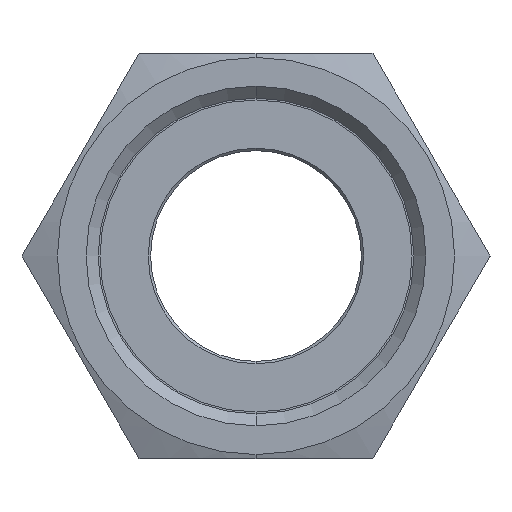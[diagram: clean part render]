
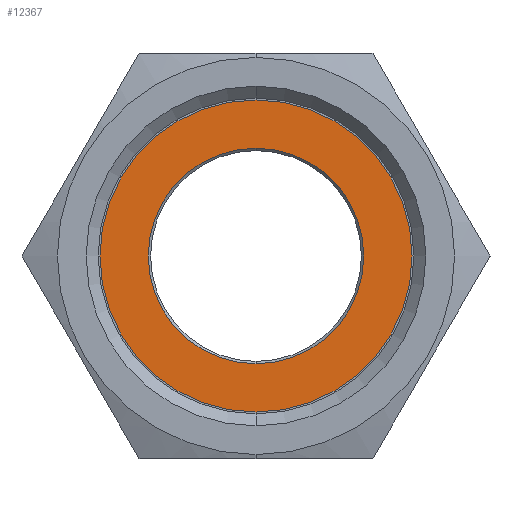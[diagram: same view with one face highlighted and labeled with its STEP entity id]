
A CAD part, left-side view. The second image highlights one B-rep face of the part: STEP entity #12367.
In plain terms, the highlighted planar face has unit normal (-1, 0, 0).
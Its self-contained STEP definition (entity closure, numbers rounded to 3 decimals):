
#622 = DIRECTION ( 'NONE',  ( 1., 0., 0. ) ) ;
#806 = VERTEX_POINT ( 'NONE', #10814 ) ;
#847 = AXIS2_PLACEMENT_3D ( 'NONE', #4005, #12427, #13424 ) ;
#1562 = ORIENTED_EDGE ( 'NONE', *, *, #5816, .F. ) ;
#1962 = CARTESIAN_POINT ( 'NONE',  ( -52., 0., 19.25 ) ) ;
#2102 = AXIS2_PLACEMENT_3D ( 'NONE', #4218, #9126, #15231 ) ;
#2947 = AXIS2_PLACEMENT_3D ( 'NONE', #14276, #3380, #5747 ) ;
#2965 = FACE_BOUND ( 'NONE', #11080, .T. ) ;
#3084 = VERTEX_POINT ( 'NONE', #1962 ) ;
#3380 = DIRECTION ( 'NONE',  ( -1., 0., 0. ) ) ;
#4005 = CARTESIAN_POINT ( 'NONE',  ( -52., 0., 0. ) ) ;
#4218 = CARTESIAN_POINT ( 'NONE',  ( -52., 0., 0. ) ) ;
#4345 = EDGE_CURVE ( 'NONE', #3084, #11103, #8424, .T. ) ;
#4696 = ORIENTED_EDGE ( 'NONE', *, *, #4345, .F. ) ;
#5443 = CARTESIAN_POINT ( 'NONE',  ( -52., 0., -19.25 ) ) ;
#5747 = DIRECTION ( 'NONE',  ( 0., 0., 1. ) ) ;
#5815 = CIRCLE ( 'NONE', #847, 13.3 ) ;
#5816 = EDGE_CURVE ( 'NONE', #11103, #3084, #11897, .T. ) ;
#6057 = EDGE_LOOP ( 'NONE', ( #1562, #4696 ) ) ;
#6064 = EDGE_CURVE ( 'NONE', #806, #9791, #6641, .T. ) ;
#6192 = DIRECTION ( 'NONE',  ( 1., 0., 0. ) ) ;
#6641 = CIRCLE ( 'NONE', #14412, 13.3 ) ;
#6677 = DIRECTION ( 'NONE',  ( 0., 0., -1. ) ) ;
#7260 = CARTESIAN_POINT ( 'NONE',  ( -52., 0., 0. ) ) ;
#8014 = CARTESIAN_POINT ( 'NONE',  ( -52., 0., 0. ) ) ;
#8424 = CIRCLE ( 'NONE', #11098, 19.25 ) ;
#9126 = DIRECTION ( 'NONE',  ( 1., 0., 0. ) ) ;
#9791 = VERTEX_POINT ( 'NONE', #14982 ) ;
#9798 = ORIENTED_EDGE ( 'NONE', *, *, #6064, .T. ) ;
#10770 = PLANE ( 'NONE',  #2947 ) ;
#10814 = CARTESIAN_POINT ( 'NONE',  ( -52., 0., 13.3 ) ) ;
#11080 = EDGE_LOOP ( 'NONE', ( #9798, #11325 ) ) ;
#11098 = AXIS2_PLACEMENT_3D ( 'NONE', #8014, #622, #6677 ) ;
#11103 = VERTEX_POINT ( 'NONE', #5443 ) ;
#11325 = ORIENTED_EDGE ( 'NONE', *, *, #11858, .T. ) ;
#11858 = EDGE_CURVE ( 'NONE', #9791, #806, #5815, .T. ) ;
#11897 = CIRCLE ( 'NONE', #2102, 19.25 ) ;
#12367 = ADVANCED_FACE ( 'NONE', ( #2965, #14256 ), #10770, .T. ) ;
#12427 = DIRECTION ( 'NONE',  ( 1., 0., 0. ) ) ;
#13424 = DIRECTION ( 'NONE',  ( 0., 0., 1. ) ) ;
#14256 = FACE_OUTER_BOUND ( 'NONE', #6057, .T. ) ;
#14276 = CARTESIAN_POINT ( 'NONE',  ( -52., 19.25, 0. ) ) ;
#14412 = AXIS2_PLACEMENT_3D ( 'NONE', #7260, #6192, #14591 ) ;
#14591 = DIRECTION ( 'NONE',  ( 0., 0., 1. ) ) ;
#14982 = CARTESIAN_POINT ( 'NONE',  ( -52., 0., -13.3 ) ) ;
#15231 = DIRECTION ( 'NONE',  ( 0., 0., -1. ) ) ;
